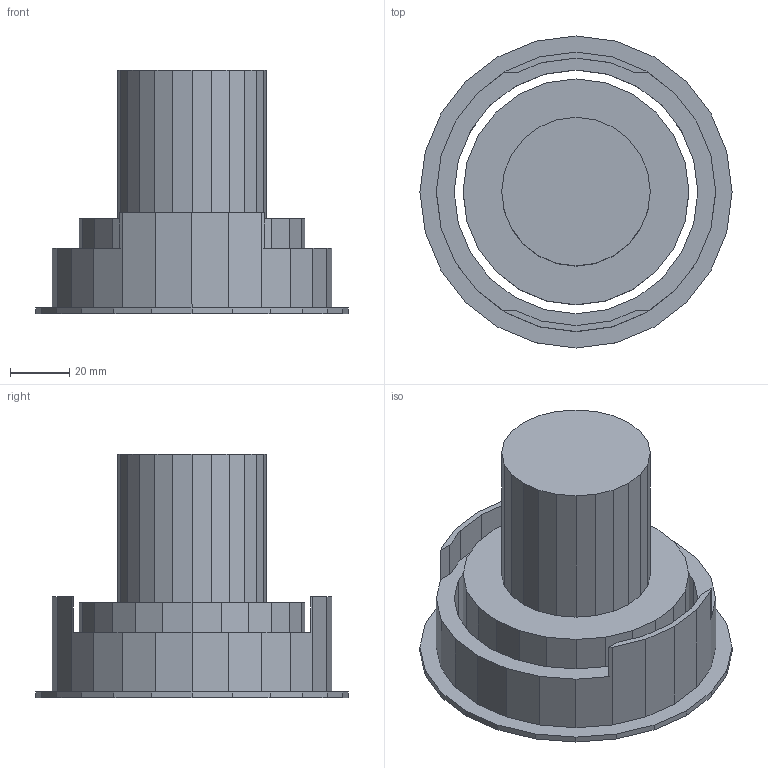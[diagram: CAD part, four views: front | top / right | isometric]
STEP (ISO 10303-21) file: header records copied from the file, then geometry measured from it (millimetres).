
FILE_DESCRIPTION(/* description */ ('This is a sample STEP configuration'),/* implementation_level */ '2;1');
FILE_NAME(/* name */ '684-0050xxxxxxxxx SIMPLE.ipt_Rev_00.stp',/* time_stamp */ '2023-11-23T14:11:19+01:00',/* author */ ('powerJobs'),/* organization */ ('coolOrange'),/* preprocessor_version */ 'ST-DEVELOPER v19.2',/* originating_system */ 'Autodesk Inventor 2023',/* authorisation */ '');
FILE_SCHEMA (('AUTOMOTIVE_DESIGN { 1 0 10303 214 3 1 1 }'));
Length unit declared in the file: millimetre
Products named in the file (1): ENG000031166
Bounding box: 105 x 105 x 82 mm (x, y, z)
Volume: 221184.2 mm3; surface area: 47950.9 mm2
Topology: 2 solids, 2 shells, 165 faces, 474 edges, 316 vertices
Faces by surface type: plane 165
Entity records: 5334 total; most frequent: CARTESIAN_POINT 956, ORIENTED_EDGE 948, DIRECTION 806, LINE 474, VECTOR 474, EDGE_CURVE 474, VERTEX_POINT 316, EDGE_LOOP 170
